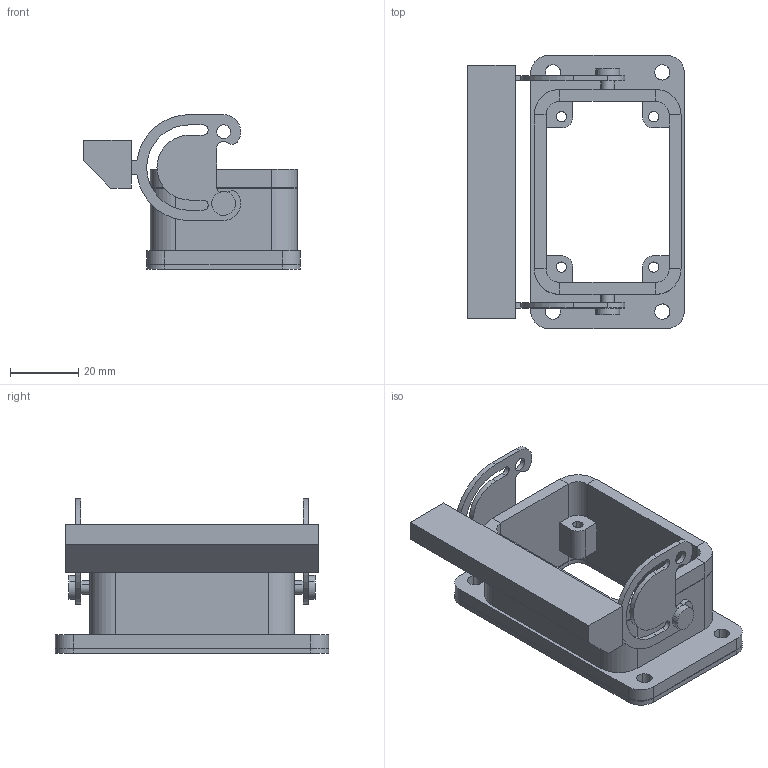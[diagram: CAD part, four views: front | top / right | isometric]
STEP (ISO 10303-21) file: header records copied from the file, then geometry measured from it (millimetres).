
FILE_DESCRIPTION(('CATIA V5 STEP Exchange','CAx-IF Rec.Pracs.--- Model Styling and Organization---1.5--- 2016-08-15','CAx-IF Rec.Pracs.---Supplemental Geometry---1.0---2011-11-01','CAx-IF Rec.Pracs.--- Composite Materials ---1.1---2010-07-15'),'2;1');
FILE_NAME ('1968689-3_0', '2025-04-29T05:51:06+00:00', ('none'), ('Weidmueller'), 'CATIA Version 5-6 Release 2022 SP4 HF5', 'CATIA V5 STEP AP214 v3', 'none');
FILE_SCHEMA(('AUTOMOTIVE_DESIGN { 1 0 10303 214 1 1 1 1 }'));
Length unit declared in the file: millimetre
Products named in the file (1): 3001300000
Bounding box: 63.5 x 80 x 45.3 mm (x, y, z)
Volume: 40019.9 mm3; surface area: 22697 mm2
Topology: 1 solids, 1 shells, 204 faces, 564 edges, 371 vertices
Faces by surface type: cylinder 104, plane 100
Entity records: 6146 total; most frequent: ORIENTED_EDGE 1128, CARTESIAN_POINT 1071, DIRECTION 834, EDGE_CURVE 564, VERTEX_POINT 371, AXIS2_PLACEMENT_3D 353, VECTOR 347, LINE 347
